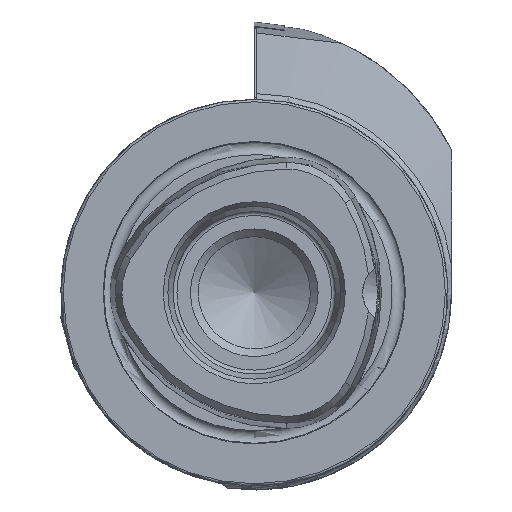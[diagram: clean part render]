
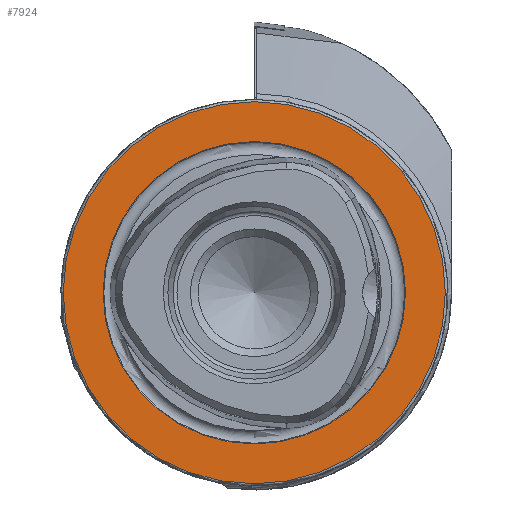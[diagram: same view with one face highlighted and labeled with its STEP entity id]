
A CAD part, left-side view. The second image highlights one B-rep face of the part: STEP entity #7924.
In plain terms, the highlighted planar face has unit normal (-1, 0, 0).
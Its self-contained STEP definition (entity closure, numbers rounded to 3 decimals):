
#240 = EDGE_CURVE ( 'NONE', #4891, #4891, #3570, .T. ) ;
#727 = DIRECTION ( 'NONE',  ( 1., 0., 0. ) ) ;
#768 = CIRCLE ( 'NONE', #7180, 24.7 ) ;
#842 = AXIS2_PLACEMENT_3D ( 'NONE', #6131, #8980, #1121 ) ;
#1121 = DIRECTION ( 'NONE',  ( 0., 0., 1. ) ) ;
#1310 = DIRECTION ( 'NONE',  ( -1., 0., 0. ) ) ;
#1365 = CARTESIAN_POINT ( 'NONE',  ( 0., 19.55, 0. ) ) ;
#1430 = CARTESIAN_POINT ( 'NONE',  ( 0., 0., 0. ) ) ;
#2769 = ORIENTED_EDGE ( 'NONE', *, *, #6431, .T. ) ;
#2814 = ORIENTED_EDGE ( 'NONE', *, *, #240, .F. ) ;
#3570 = CIRCLE ( 'NONE', #842, 19.55 ) ;
#3695 = FACE_OUTER_BOUND ( 'NONE', #6410, .T. ) ;
#3921 = FACE_BOUND ( 'NONE', #6176, .T. ) ;
#4241 = CARTESIAN_POINT ( 'NONE',  ( 0., 0., 24.7 ) ) ;
#4891 = VERTEX_POINT ( 'NONE', #7788 ) ;
#4977 = PLANE ( 'NONE',  #8633 ) ;
#5777 = VERTEX_POINT ( 'NONE', #4241 ) ;
#6131 = CARTESIAN_POINT ( 'NONE',  ( 0., 0., 0. ) ) ;
#6176 = EDGE_LOOP ( 'NONE', ( #2814 ) ) ;
#6324 = DIRECTION ( 'NONE',  ( 0., 0., -1. ) ) ;
#6410 = EDGE_LOOP ( 'NONE', ( #2769 ) ) ;
#6431 = EDGE_CURVE ( 'NONE', #5777, #5777, #768, .T. ) ;
#7180 = AXIS2_PLACEMENT_3D ( 'NONE', #1430, #1310, #8428 ) ;
#7788 = CARTESIAN_POINT ( 'NONE',  ( 0., 0., 19.55 ) ) ;
#7924 = ADVANCED_FACE ( 'NONE', ( #3921, #3695 ), #4977, .F. ) ;
#8428 = DIRECTION ( 'NONE',  ( 0., 0., 1. ) ) ;
#8633 = AXIS2_PLACEMENT_3D ( 'NONE', #1365, #727, #6324 ) ;
#8980 = DIRECTION ( 'NONE',  ( -1., 0., 0. ) ) ;
